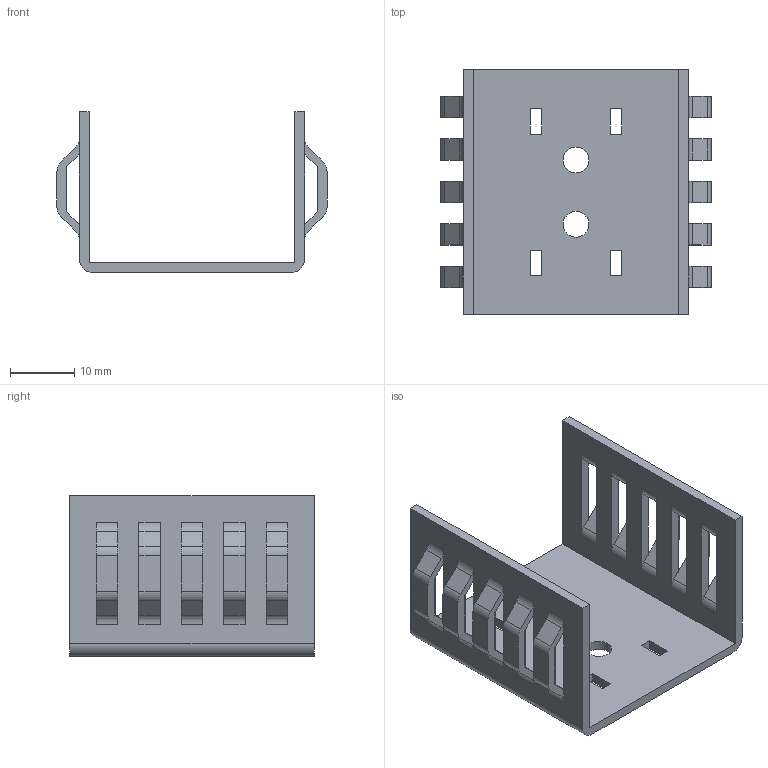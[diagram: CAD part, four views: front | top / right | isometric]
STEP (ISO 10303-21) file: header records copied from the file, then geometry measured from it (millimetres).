
FILE_DESCRIPTION((''),'2;1');
FILE_NAME('HSINK_ABL_LS85.stp','2010-03-11T11:10:48',(''),(''),'Mechanical Desktop 2010','Mechanical Desktop 2010',', , ');
FILE_SCHEMA(('AUTOMOTIVE_DESIGN { 1 2 10303 214 1 1 1 1 }'));
Length unit declared in the file: millimetre
Products named in the file (1): Product
Bounding box: 42 x 38 x 25 mm (x, y, z)
Volume: 4550.2 mm3; surface area: 7467.5 mm2
Topology: 1 solids, 1 shells, 192 faces, 590 edges, 380 vertices
Faces by surface type: plane 126, cylinder 66
Entity records: 6675 total; most frequent: ORIENTED_EDGE 1180, CARTESIAN_POINT 1163, DIRECTION 1108, EDGE_CURVE 590, VECTOR 458, LINE 458, VERTEX_POINT 380, AXIS2_PLACEMENT_3D 325
